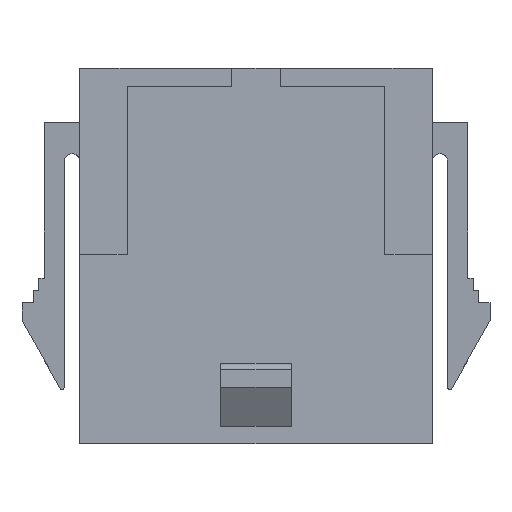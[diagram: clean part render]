
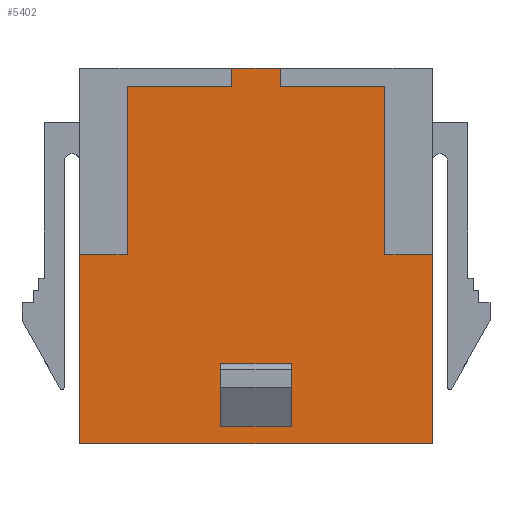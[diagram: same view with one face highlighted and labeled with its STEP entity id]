
A CAD part, top view. The second image highlights one B-rep face of the part: STEP entity #5402.
In plain terms, the highlighted planar face has unit normal (0, 0, 1).
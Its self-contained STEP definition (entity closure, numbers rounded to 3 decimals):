
#460=ORIENTED_EDGE('',*,*,#1972,.F.);
#461=ORIENTED_EDGE('',*,*,#1973,.T.);
#462=ORIENTED_EDGE('',*,*,#1974,.T.);
#463=ORIENTED_EDGE('',*,*,#1975,.F.);
#464=ORIENTED_EDGE('',*,*,#1744,.F.);
#465=ORIENTED_EDGE('',*,*,#1930,.F.);
#466=ORIENTED_EDGE('',*,*,#1971,.F.);
#467=ORIENTED_EDGE('',*,*,#1969,.F.);
#468=ORIENTED_EDGE('',*,*,#1967,.F.);
#469=ORIENTED_EDGE('',*,*,#1965,.F.);
#470=ORIENTED_EDGE('',*,*,#1700,.F.);
#471=ORIENTED_EDGE('',*,*,#1964,.F.);
#472=ORIENTED_EDGE('',*,*,#1962,.F.);
#473=ORIENTED_EDGE('',*,*,#1960,.F.);
#474=ORIENTED_EDGE('',*,*,#1958,.F.);
#475=ORIENTED_EDGE('',*,*,#1942,.F.);
#1700=EDGE_CURVE('',#2480,#2481,#2999,.T.);
#1744=EDGE_CURVE('',#2524,#2522,#3043,.T.);
#1930=EDGE_CURVE('',#2676,#2524,#3229,.T.);
#1942=EDGE_CURVE('',#2522,#2687,#3241,.T.);
#1958=EDGE_CURVE('',#2687,#2699,#3257,.T.);
#1960=EDGE_CURVE('',#2699,#2700,#3259,.T.);
#1962=EDGE_CURVE('',#2700,#2701,#3261,.T.);
#1964=EDGE_CURVE('',#2701,#2480,#3263,.T.);
#1965=EDGE_CURVE('',#2481,#2702,#3264,.T.);
#1967=EDGE_CURVE('',#2702,#2703,#3266,.T.);
#1969=EDGE_CURVE('',#2703,#2704,#3268,.T.);
#1971=EDGE_CURVE('',#2704,#2676,#3270,.T.);
#1972=EDGE_CURVE('',#2705,#2706,#3271,.T.);
#1973=EDGE_CURVE('',#2705,#2707,#3272,.T.);
#1974=EDGE_CURVE('',#2707,#2708,#3273,.T.);
#1975=EDGE_CURVE('',#2706,#2708,#3274,.T.);
#2480=VERTEX_POINT('',#7471);
#2481=VERTEX_POINT('',#7473);
#2522=VERTEX_POINT('',#7556);
#2524=VERTEX_POINT('',#7560);
#2676=VERTEX_POINT('',#7935);
#2687=VERTEX_POINT('',#7960);
#2699=VERTEX_POINT('',#7992);
#2700=VERTEX_POINT('',#7996);
#2701=VERTEX_POINT('',#8000);
#2702=VERTEX_POINT('',#8006);
#2703=VERTEX_POINT('',#8010);
#2704=VERTEX_POINT('',#8014);
#2705=VERTEX_POINT('',#8020);
#2706=VERTEX_POINT('',#8021);
#2707=VERTEX_POINT('',#8023);
#2708=VERTEX_POINT('',#8025);
#2999=LINE('',#7472,#3757);
#3043=LINE('',#7561,#3801);
#3229=LINE('',#7936,#3987);
#3241=LINE('',#7959,#3999);
#3257=LINE('',#7991,#4015);
#3259=LINE('',#7995,#4017);
#3261=LINE('',#7999,#4019);
#3263=LINE('',#8003,#4021);
#3264=LINE('',#8005,#4022);
#3266=LINE('',#8009,#4024);
#3268=LINE('',#8013,#4026);
#3270=LINE('',#8017,#4028);
#3271=LINE('',#8019,#4029);
#3272=LINE('',#8022,#4030);
#3273=LINE('',#8024,#4031);
#3274=LINE('',#8026,#4032);
#3757=VECTOR('',#6039,1000.);
#3801=VECTOR('',#6085,1000.);
#3987=VECTOR('',#6345,1000.);
#3999=VECTOR('',#6359,1000.);
#4015=VECTOR('',#6383,1000.);
#4017=VECTOR('',#6387,1000.);
#4019=VECTOR('',#6391,1000.);
#4021=VECTOR('',#6395,1000.);
#4022=VECTOR('',#6398,1000.);
#4024=VECTOR('',#6402,1000.);
#4026=VECTOR('',#6406,1000.);
#4028=VECTOR('',#6410,1000.);
#4029=VECTOR('',#6413,1000.);
#4030=VECTOR('',#6414,1000.);
#4031=VECTOR('',#6415,1000.);
#4032=VECTOR('',#6416,1000.);
#4532=EDGE_LOOP('',(#460,#461,#462,#463));
#4533=EDGE_LOOP('',(#464,#465,#466,#467,#468,#469,#470,#471,#472,#473,#474,
#475));
#4837=FACE_BOUND('',#4532,.T.);
#4838=FACE_BOUND('',#4533,.T.);
#5130=PLANE('',#5704);
#5402=ADVANCED_FACE('',(#4837,#4838),#5130,.F.);
#5704=AXIS2_PLACEMENT_3D('',#8018,#6411,#6412);
#6039=DIRECTION('',(1.,0.,0.));
#6085=DIRECTION('',(-1.,0.,0.));
#6345=DIRECTION('',(0.,-1.,0.));
#6359=DIRECTION('',(0.,1.,0.));
#6383=DIRECTION('',(1.,0.,0.));
#6387=DIRECTION('',(0.,1.,0.));
#6391=DIRECTION('',(1.,0.,0.));
#6395=DIRECTION('',(0.,1.,0.));
#6398=DIRECTION('',(0.,-1.,0.));
#6402=DIRECTION('',(1.,0.,0.));
#6406=DIRECTION('',(0.,-1.,0.));
#6410=DIRECTION('',(1.,0.,0.));
#6411=DIRECTION('',(0.,0.,-1.));
#6412=DIRECTION('',(-1.,0.,0.));
#6413=DIRECTION('',(-1.,0.,0.));
#6414=DIRECTION('',(0.,-1.,0.));
#6415=DIRECTION('',(-1.,0.,0.));
#6416=DIRECTION('',(0.,-1.,0.));
#7471=CARTESIAN_POINT('',(-1.1,8.45,1.935));
#7472=CARTESIAN_POINT('',(-1.1,8.45,1.935));
#7473=CARTESIAN_POINT('',(1.1,8.45,1.935));
#7556=CARTESIAN_POINT('',(-7.925,-8.45,1.935));
#7560=CARTESIAN_POINT('',(7.925,-8.45,1.935));
#7561=CARTESIAN_POINT('',(7.925,-8.45,1.935));
#7935=CARTESIAN_POINT('',(7.925,0.05,1.935));
#7936=CARTESIAN_POINT('',(7.925,0.05,1.935));
#7959=CARTESIAN_POINT('',(-7.925,-8.45,1.935));
#7960=CARTESIAN_POINT('',(-7.925,0.05,1.935));
#7991=CARTESIAN_POINT('',(-7.925,0.05,1.935));
#7992=CARTESIAN_POINT('',(-5.8,0.05,1.935));
#7995=CARTESIAN_POINT('',(-5.8,0.05,1.935));
#7996=CARTESIAN_POINT('',(-5.8,7.624,1.935));
#7999=CARTESIAN_POINT('',(-5.8,7.624,1.935));
#8000=CARTESIAN_POINT('',(-1.1,7.624,1.935));
#8003=CARTESIAN_POINT('',(-1.1,7.624,1.935));
#8005=CARTESIAN_POINT('',(1.1,8.45,1.935));
#8006=CARTESIAN_POINT('',(1.1,7.624,1.935));
#8009=CARTESIAN_POINT('',(1.1,7.624,1.935));
#8010=CARTESIAN_POINT('',(5.8,7.624,1.935));
#8013=CARTESIAN_POINT('',(5.8,7.624,1.935));
#8014=CARTESIAN_POINT('',(5.8,0.05,1.935));
#8017=CARTESIAN_POINT('',(5.8,0.05,1.935));
#8018=CARTESIAN_POINT('',(0.,0.,1.935));
#8019=CARTESIAN_POINT('',(1.59,-4.85,1.935));
#8020=CARTESIAN_POINT('',(1.59,-4.85,1.935));
#8021=CARTESIAN_POINT('',(-1.59,-4.85,1.935));
#8022=CARTESIAN_POINT('',(1.59,-7.65,1.935));
#8023=CARTESIAN_POINT('',(1.59,-7.65,1.935));
#8024=CARTESIAN_POINT('',(1.59,-7.65,1.935));
#8025=CARTESIAN_POINT('',(-1.59,-7.65,1.935));
#8026=CARTESIAN_POINT('',(-1.59,-7.65,1.935));
